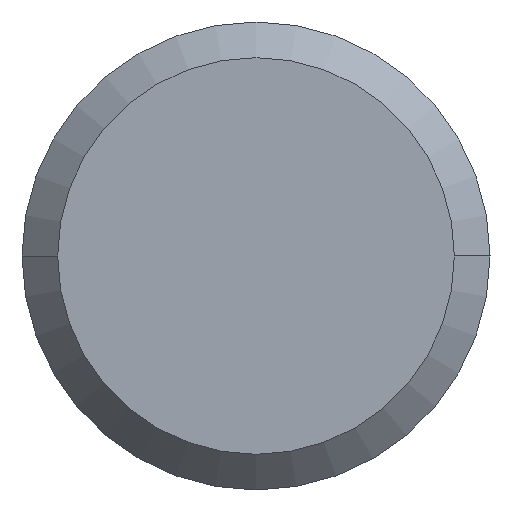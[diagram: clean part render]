
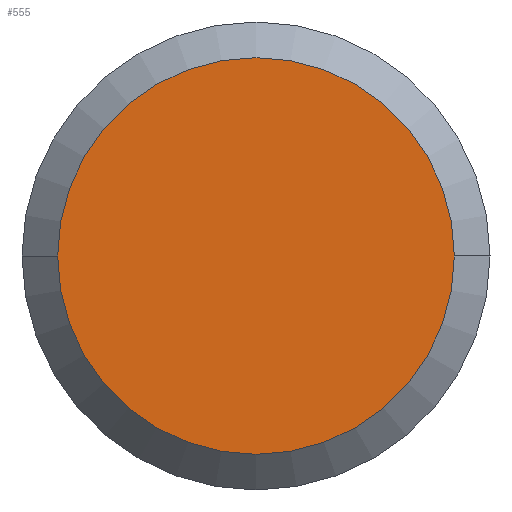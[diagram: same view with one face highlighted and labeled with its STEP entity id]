
A CAD part, left-side view. The second image highlights one B-rep face of the part: STEP entity #555.
In plain terms, the highlighted planar face has unit normal (-1, 0, 0).
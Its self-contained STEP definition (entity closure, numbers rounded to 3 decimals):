
#18 = PLANE ( 'NONE',  #300 ) ;
#26 = ORIENTED_EDGE ( 'NONE', *, *, #514, .F. ) ;
#33 = VERTEX_POINT ( 'NONE', #62 ) ;
#54 = DIRECTION ( 'NONE',  ( 0., 1., 0. ) ) ;
#62 = CARTESIAN_POINT ( 'NONE',  ( 0., 4.238, 0. ) ) ;
#73 = DIRECTION ( 'NONE',  ( -1., 0., 0. ) ) ;
#115 = CARTESIAN_POINT ( 'NONE',  ( 0., 0., 0. ) ) ;
#130 = AXIS2_PLACEMENT_3D ( 'NONE', #540, #221, #271 ) ;
#155 = VERTEX_POINT ( 'NONE', #457 ) ;
#186 = CARTESIAN_POINT ( 'NONE',  ( 0., 0., 0. ) ) ;
#187 = DIRECTION ( 'NONE',  ( 1., 0., 0. ) ) ;
#221 = DIRECTION ( 'NONE',  ( 1., 0., 0. ) ) ;
#234 = ORIENTED_EDGE ( 'NONE', *, *, #431, .F. ) ;
#263 = FACE_OUTER_BOUND ( 'NONE', #508, .T. ) ;
#271 = DIRECTION ( 'NONE',  ( 0., 1., 0. ) ) ;
#300 = AXIS2_PLACEMENT_3D ( 'NONE', #115, #73, #387 ) ;
#306 = AXIS2_PLACEMENT_3D ( 'NONE', #186, #187, #54 ) ;
#387 = DIRECTION ( 'NONE',  ( 0., -1., 0. ) ) ;
#431 = EDGE_CURVE ( 'NONE', #33, #155, #529, .T. ) ;
#457 = CARTESIAN_POINT ( 'NONE',  ( 0., -4.238, 0. ) ) ;
#508 = EDGE_LOOP ( 'NONE', ( #234, #26 ) ) ;
#514 = EDGE_CURVE ( 'NONE', #155, #33, #534, .T. ) ;
#529 = CIRCLE ( 'NONE', #130, 4.238 ) ;
#534 = CIRCLE ( 'NONE', #306, 4.238 ) ;
#540 = CARTESIAN_POINT ( 'NONE',  ( 0., 0., 0. ) ) ;
#555 = ADVANCED_FACE ( 'NONE', ( #263 ), #18, .T. ) ;
